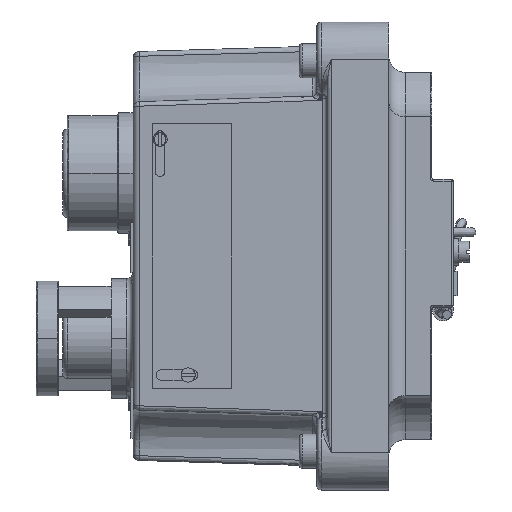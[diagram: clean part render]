
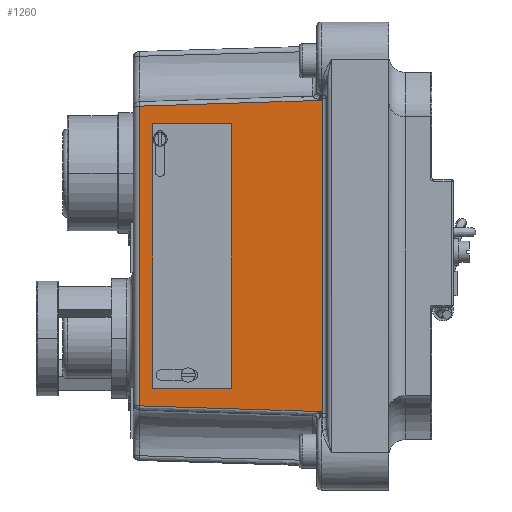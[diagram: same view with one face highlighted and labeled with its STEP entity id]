
A CAD part, left-side view. The second image highlights one B-rep face of the part: STEP entity #1260.
In plain terms, the highlighted planar face has unit normal (-1, 0.03, 0).
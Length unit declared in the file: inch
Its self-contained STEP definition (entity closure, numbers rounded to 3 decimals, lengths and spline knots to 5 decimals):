
#88 = CARTESIAN_POINT ( 'NONE',  ( -1.46458, 2.6776, -1.5 ) ) ;
#287 = CARTESIAN_POINT ( 'NONE',  ( -1.48099, 2.14043, 1.72064 ) ) ;
#395 = B_SPLINE_CURVE_WITH_KNOTS ( 'NONE', 3,
 ( #6203, #14671, #287, #26477 ),
 .UNSPECIFIED., .F., .F.,
 ( 4, 4 ),
 ( -0.00123, 0.05115 ),
 .UNSPECIFIED. ) ;
#652 = CARTESIAN_POINT ( 'NONE',  ( -1.52296, 0.76683, 1.78894 ) ) ;
#784 = VERTEX_POINT ( 'NONE', #26836 ) ;
#823 = B_SPLINE_CURVE_WITH_KNOTS ( 'NONE', 3,
 ( #30951, #10652, #16454, #36764 ),
 .UNSPECIFIED., .F., .F.,
 ( 4, 4 ),
 ( 0., 0.00008 ),
 .UNSPECIFIED. ) ;
#1049 = VECTOR ( 'NONE', #8923, 39.37008 ) ;
#1223 = VECTOR ( 'NONE', #24198, 39.37008 ) ;
#1232 = CARTESIAN_POINT ( 'NONE',  ( -1.46001, 2.82729, 1.70024 ) ) ;
#1260 = ADVANCED_FACE ( 'NONE', ( #13480, #20222 ), #5992, .T. ) ;
#1529 = CARTESIAN_POINT ( 'NONE',  ( -1.52296, 0.76683, -1.82623 ) ) ;
#1613 =( BOUNDED_CURVE ( )  B_SPLINE_CURVE ( 3, ( #17290, #31793, #34693, #37627 ),
 .UNSPECIFIED., .F., .T. ) 
 B_SPLINE_CURVE_WITH_KNOTS ( ( 4, 4 ),
 ( 1.24934, 1.25039 ),
 .UNSPECIFIED. ) 
 CURVE ( )  GEOMETRIC_REPRESENTATION_ITEM ( )  RATIONAL_B_SPLINE_CURVE ( ( 1., 1., 1., 1. ) ) 
 REPRESENTATION_ITEM ( '' )  );
#1706 = EDGE_CURVE ( 'NONE', #16559, #33175, #1613, .T. ) ;
#2027 = B_SPLINE_CURVE_WITH_KNOTS ( 'NONE', 3,
 ( #30365, #10068, #4334, #24649 ),
 .UNSPECIFIED., .F., .F.,
 ( 4, 4 ),
 ( 0., 0.00008 ),
 .UNSPECIFIED. ) ;
#2186 = VECTOR ( 'NONE', #12327, 39.37008 ) ;
#2197 = ORIENTED_EDGE ( 'NONE', *, *, #27843, .F. ) ;
#2798 = VERTEX_POINT ( 'NONE', #652 ) ;
#2911 = VERTEX_POINT ( 'NONE', #7452 ) ;
#3419 = EDGE_CURVE ( 'NONE', #23502, #16559, #18670, .T. ) ;
#3969 = VECTOR ( 'NONE', #29144, 39.37008 ) ;
#4334 = CARTESIAN_POINT ( 'NONE',  ( -1.52299, 0.76581, 1.78892 ) ) ;
#4709 = VECTOR ( 'NONE', #37138, 39.37008 ) ;
#5717 = CARTESIAN_POINT ( 'NONE',  ( -1.52321, 0.75867, -1.78897 ) ) ;
#5992 = PLANE ( 'NONE',  #23022 ) ;
#6174 = CARTESIAN_POINT ( 'NONE',  ( -1.46458, 2.6776, -1.5 ) ) ;
#6203 = CARTESIAN_POINT ( 'NONE',  ( -1.52296, 0.76683, 1.76543 ) ) ;
#6511 = EDGE_CURVE ( 'NONE', #33175, #2798, #2027, .T. ) ;
#6803 = EDGE_CURVE ( 'NONE', #2798, #19518, #23303, .T. ) ;
#7062 = EDGE_CURVE ( 'NONE', #19518, #37063, #395, .T. ) ;
#7327 = EDGE_CURVE ( 'NONE', #37063, #30159, #25052, .T. ) ;
#7452 = CARTESIAN_POINT ( 'NONE',  ( -1.52305, 0.76377, -1.78892 ) ) ;
#8004 = ORIENTED_EDGE ( 'NONE', *, *, #7327, .T. ) ;
#8115 = CARTESIAN_POINT ( 'NONE',  ( -1.46458, 2.6776, -1.5 ) ) ;
#8484 = EDGE_CURVE ( 'NONE', #2911, #23502, #25336, .T. ) ;
#8487 = VERTEX_POINT ( 'NONE', #20090 ) ;
#8571 = VERTEX_POINT ( 'NONE', #24759 ) ;
#8613 = ORIENTED_EDGE ( 'NONE', *, *, #12084, .T. ) ;
#8625 = CARTESIAN_POINT ( 'NONE',  ( -1.52336, 0.75357, -1.78902 ) ) ;
#8836 = LINE ( 'NONE', #88, #1049 ) ;
#8850 = CARTESIAN_POINT ( 'NONE',  ( -1.49176, 1.78801, -1.5 ) ) ;
#8923 = DIRECTION ( 'NONE',  ( -0.031, -1., 0. ) ) ;
#9042 = DIRECTION ( 'NONE',  ( -1., 0.031, 0. ) ) ;
#9426 = ORIENTED_EDGE ( 'NONE', *, *, #6803, .T. ) ;
#9502 = EDGE_CURVE ( 'NONE', #11129, #8487, #31248, .T. ) ;
#10068 = CARTESIAN_POINT ( 'NONE',  ( -1.52302, 0.76479, 1.78891 ) ) ;
#10652 = CARTESIAN_POINT ( 'NONE',  ( -1.52299, 0.76581, -1.78892 ) ) ;
#10786 = LINE ( 'NONE', #8850, #3969 ) ;
#11129 = VERTEX_POINT ( 'NONE', #14521 ) ;
#11230 = VERTEX_POINT ( 'NONE', #6174 ) ;
#11505 = VECTOR ( 'NONE', #27905, 39.37008 ) ;
#12084 = EDGE_CURVE ( 'NONE', #8487, #2911, #823, .T. ) ;
#12327 = DIRECTION ( 'NONE',  ( 0.031, 1., 0. ) ) ;
#12425 = LINE ( 'NONE', #8115, #4709 ) ;
#12449 = ORIENTED_EDGE ( 'NONE', *, *, #7062, .T. ) ;
#13008 = VERTEX_POINT ( 'NONE', #14094 ) ;
#13480 = FACE_OUTER_BOUND ( 'NONE', #21163, .T. ) ;
#14094 = CARTESIAN_POINT ( 'NONE',  ( -1.49176, 1.78801, 1.5 ) ) ;
#14358 = EDGE_CURVE ( 'NONE', #11230, #784, #8836, .T. ) ;
#14521 = CARTESIAN_POINT ( 'NONE',  ( -1.52296, 0.76683, -1.76543 ) ) ;
#14671 = CARTESIAN_POINT ( 'NONE',  ( -1.50198, 1.4536, 1.74219 ) ) ;
#14777 = CARTESIAN_POINT ( 'NONE',  ( -1.46001, 2.82729, -1.70024 ) ) ;
#16238 = ORIENTED_EDGE ( 'NONE', *, *, #14358, .F. ) ;
#16454 = CARTESIAN_POINT ( 'NONE',  ( -1.52302, 0.76479, -1.78891 ) ) ;
#16559 = VERTEX_POINT ( 'NONE', #18314 ) ;
#16773 = ORIENTED_EDGE ( 'NONE', *, *, #9502, .T. ) ;
#17043 = CARTESIAN_POINT ( 'NONE',  ( -1.46001, 2.82729, -1.74889 ) ) ;
#17110 = DIRECTION ( 'NONE',  ( 0., 0., 1. ) ) ;
#17202 = ORIENTED_EDGE ( 'NONE', *, *, #1706, .T. ) ;
#17290 = CARTESIAN_POINT ( 'NONE',  ( -1.52352, 0.74847, 1.78908 ) ) ;
#17506 = EDGE_LOOP ( 'NONE', ( #16238, #36984, #2197, #26787 ) ) ;
#17624 = LINE ( 'NONE', #20917, #2186 ) ;
#17926 = CARTESIAN_POINT ( 'NONE',  ( -1.52296, 0.76683, 1.76543 ) ) ;
#17954 = EDGE_CURVE ( 'NONE', #30159, #11129, #31266, .T. ) ;
#18200 = VECTOR ( 'NONE', #37343, 39.37008 ) ;
#18314 = CARTESIAN_POINT ( 'NONE',  ( -1.52352, 0.74847, 1.78908 ) ) ;
#18353 = ORIENTED_EDGE ( 'NONE', *, *, #6511, .T. ) ;
#18670 = LINE ( 'NONE', #28578, #25540 ) ;
#19425 = CARTESIAN_POINT ( 'NONE',  ( -1.52296, 0.76683, -1.76543 ) ) ;
#19518 = VERTEX_POINT ( 'NONE', #17926 ) ;
#19830 = CARTESIAN_POINT ( 'NONE',  ( -1.52305, 0.76377, -1.78892 ) ) ;
#20073 = ORIENTED_EDGE ( 'NONE', *, *, #8484, .T. ) ;
#20090 = CARTESIAN_POINT ( 'NONE',  ( -1.52296, 0.76683, -1.78894 ) ) ;
#20222 = FACE_BOUND ( 'NONE', #17506, .T. ) ;
#20917 = CARTESIAN_POINT ( 'NONE',  ( -1.46458, 2.6776, 1.5 ) ) ;
#21163 = EDGE_LOOP ( 'NONE', ( #16773, #8613, #20073, #21507, #17202, #18353, #9426, #12449, #8004, #23860 ) ) ;
#21507 = ORIENTED_EDGE ( 'NONE', *, *, #3419, .T. ) ;
#23022 = AXIS2_PLACEMENT_3D ( 'NONE', #26395, #9042, #29341 ) ;
#23303 = LINE ( 'NONE', #27778, #11505 ) ;
#23502 = VERTEX_POINT ( 'NONE', #36139 ) ;
#23687 = EDGE_CURVE ( 'NONE', #8571, #11230, #12425, .T. ) ;
#23860 = ORIENTED_EDGE ( 'NONE', *, *, #17954, .T. ) ;
#24198 = DIRECTION ( 'NONE',  ( 0., 0., -1. ) ) ;
#24649 = CARTESIAN_POINT ( 'NONE',  ( -1.52296, 0.76683, 1.78894 ) ) ;
#24759 = CARTESIAN_POINT ( 'NONE',  ( -1.46458, 2.6776, 1.5 ) ) ;
#25052 = LINE ( 'NONE', #17043, #18200 ) ;
#25231 = CARTESIAN_POINT ( 'NONE',  ( -1.48099, 2.14043, -1.72064 ) ) ;
#25336 =( BOUNDED_CURVE ( )  B_SPLINE_CURVE ( 3, ( #19830, #5717, #8625, #28929 ),
 .UNSPECIFIED., .F., .T. ) 
 B_SPLINE_CURVE_WITH_KNOTS ( ( 4, 4 ),
 ( 5.0328, 5.03384 ),
 .UNSPECIFIED. ) 
 CURVE ( )  GEOMETRIC_REPRESENTATION_ITEM ( )  RATIONAL_B_SPLINE_CURVE ( ( 1., 1., 1., 1. ) ) 
 REPRESENTATION_ITEM ( '' )  );
#25540 = VECTOR ( 'NONE', #17110, 39.37008 ) ;
#26395 = CARTESIAN_POINT ( 'NONE',  ( -1.525, 0.7, -2.235 ) ) ;
#26477 = CARTESIAN_POINT ( 'NONE',  ( -1.46001, 2.82729, 1.70024 ) ) ;
#26787 = ORIENTED_EDGE ( 'NONE', *, *, #30085, .F. ) ;
#26836 = CARTESIAN_POINT ( 'NONE',  ( -1.49176, 1.78801, -1.5 ) ) ;
#27778 = CARTESIAN_POINT ( 'NONE',  ( -1.52296, 0.76683, -2.235 ) ) ;
#27843 = EDGE_CURVE ( 'NONE', #13008, #8571, #17624, .T. ) ;
#27905 = DIRECTION ( 'NONE',  ( 0., 0., -1. ) ) ;
#28038 = CARTESIAN_POINT ( 'NONE',  ( -1.46001, 2.82729, -1.70024 ) ) ;
#28578 = CARTESIAN_POINT ( 'NONE',  ( -1.52352, 0.74847, 1.82708 ) ) ;
#28929 = CARTESIAN_POINT ( 'NONE',  ( -1.52352, 0.74847, -1.78908 ) ) ;
#29144 = DIRECTION ( 'NONE',  ( 0., 0., 1. ) ) ;
#29341 = DIRECTION ( 'NONE',  ( -0.031, -1., 0. ) ) ;
#29661 = CARTESIAN_POINT ( 'NONE',  ( -1.52305, 0.76377, 1.78892 ) ) ;
#30085 = EDGE_CURVE ( 'NONE', #784, #13008, #10786, .T. ) ;
#30159 = VERTEX_POINT ( 'NONE', #14777 ) ;
#30365 = CARTESIAN_POINT ( 'NONE',  ( -1.52305, 0.76377, 1.78892 ) ) ;
#30951 = CARTESIAN_POINT ( 'NONE',  ( -1.52296, 0.76683, -1.78894 ) ) ;
#31248 = LINE ( 'NONE', #1529, #1223 ) ;
#31266 = B_SPLINE_CURVE_WITH_KNOTS ( 'NONE', 3,
 ( #28038, #25231, #36873, #19425 ),
 .UNSPECIFIED., .F., .F.,
 ( 4, 4 ),
 ( 0., 0.05239 ),
 .UNSPECIFIED. ) ;
#31793 = CARTESIAN_POINT ( 'NONE',  ( -1.52336, 0.75357, 1.78902 ) ) ;
#33175 = VERTEX_POINT ( 'NONE', #29661 ) ;
#34693 = CARTESIAN_POINT ( 'NONE',  ( -1.52321, 0.75867, 1.78897 ) ) ;
#36139 = CARTESIAN_POINT ( 'NONE',  ( -1.52352, 0.74847, -1.78908 ) ) ;
#36764 = CARTESIAN_POINT ( 'NONE',  ( -1.52305, 0.76377, -1.78892 ) ) ;
#36873 = CARTESIAN_POINT ( 'NONE',  ( -1.50198, 1.4536, -1.74219 ) ) ;
#36984 = ORIENTED_EDGE ( 'NONE', *, *, #23687, .F. ) ;
#37063 = VERTEX_POINT ( 'NONE', #1232 ) ;
#37138 = DIRECTION ( 'NONE',  ( 0., 0., -1. ) ) ;
#37343 = DIRECTION ( 'NONE',  ( 0., 0., -1. ) ) ;
#37627 = CARTESIAN_POINT ( 'NONE',  ( -1.52305, 0.76377, 1.78892 ) ) ;
